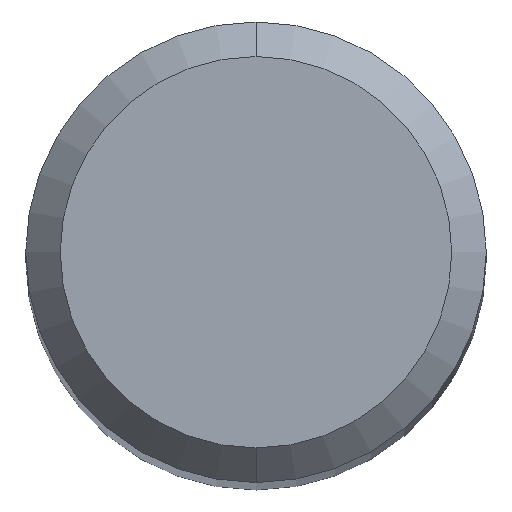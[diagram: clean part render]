
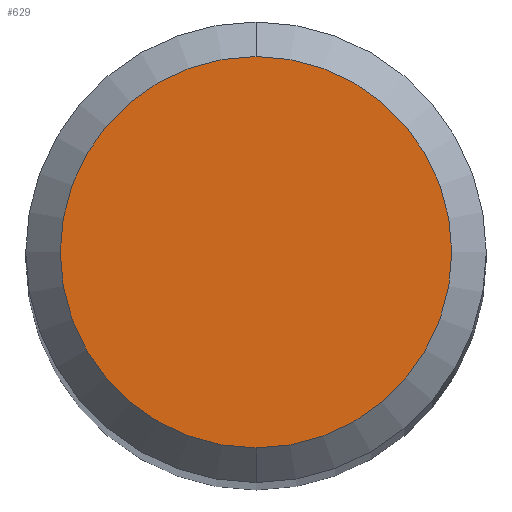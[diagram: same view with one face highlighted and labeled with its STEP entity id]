
A CAD part, top view. The second image highlights one B-rep face of the part: STEP entity #629.
In plain terms, the highlighted planar face has unit normal (0, 0, 1).
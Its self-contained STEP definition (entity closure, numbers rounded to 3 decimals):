
#495=VERTEX_POINT('',#1237);
#499=EDGE_CURVE('',#535,#495,#1241,.T.);
#535=VERTEX_POINT('',#1281);
#555=EDGE_CURVE('',#495,#535,#1304,.T.);
#629=ADVANCED_FACE('',(#1381),#1382,.T.);
#1237=CARTESIAN_POINT('',(0.0,1.7,0.0));
#1241=CIRCLE('',#2247,1.7);
#1281=CARTESIAN_POINT('',(0.,-1.7,0.0));
#1304=CIRCLE('',#2555,1.7);
#1381=FACE_OUTER_BOUND('',#2805,.T.);
#1382=PLANE('',#2806);
#2247=AXIS2_PLACEMENT_3D('',#4644,#4645,#4646);
#2555=AXIS2_PLACEMENT_3D('',#4703,#4704,#4705);
#2805=EDGE_LOOP('',(#4765,#4766));
#2806=AXIS2_PLACEMENT_3D('',#4767,#4768,#4769);
#4644=CARTESIAN_POINT('',(0.0,0.0,0.0));
#4645=DIRECTION('',(0.0,0.0,-1.0));
#4646=DIRECTION('',(0.0,1.0,0.0));
#4703=CARTESIAN_POINT('',(0.0,0.0,0.0));
#4704=DIRECTION('',(0.0,0.0,-1.0));
#4705=DIRECTION('',(0.0,1.0,0.0));
#4765=ORIENTED_EDGE('',*,*,#555,.F.);
#4766=ORIENTED_EDGE('',*,*,#499,.F.);
#4767=CARTESIAN_POINT('',(0.0,0.85,0.0));
#4768=DIRECTION('',(-0.0,0.0,1.0));
#4769=DIRECTION('',(0.0,-1.0,0.0));
